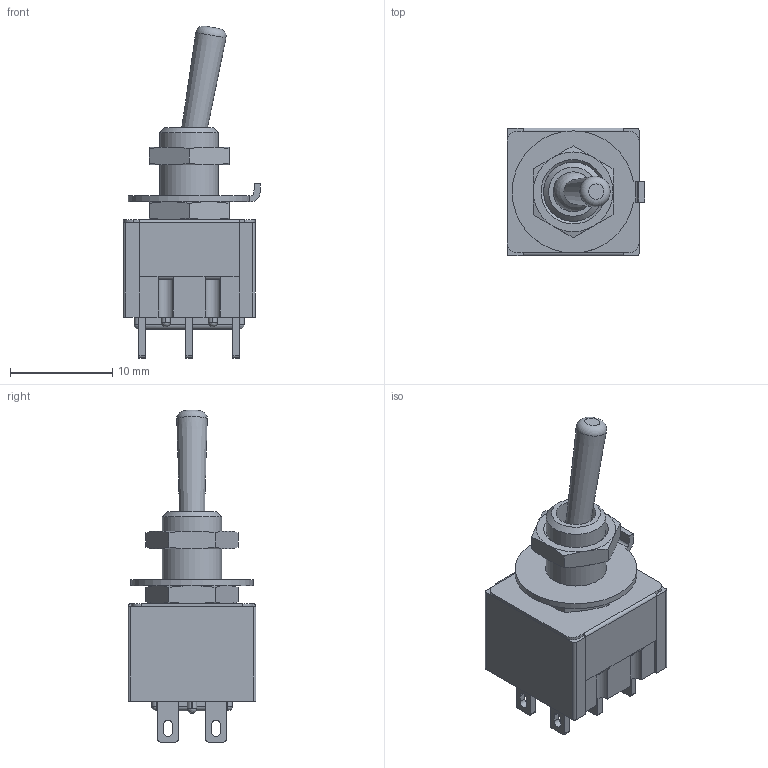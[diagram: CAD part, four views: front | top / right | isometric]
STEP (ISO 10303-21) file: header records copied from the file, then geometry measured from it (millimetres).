
FILE_DESCRIPTION(('FreeCAD Model'),'2;1');
FILE_NAME('Open CASCADE Shape Model','2023-05-09T09:38:01',(''),(''), 'Open CASCADE STEP processor 7.6','FreeCAD','Unknown');
FILE_SCHEMA(('AUTOMOTIVE_DESIGN { 1 0 10303 214 1 1 1 1 }'));
Length unit declared in the file: millimetre
Products named in the file (9): _mm_DPDT_Mini_Toggle_Switch1; Body; Body001; Body002; Body003; Body004; Body005; Array; Body006
Assembly tree (13 placements, depth 3):
  _mm_DPDT_Mini_Toggle_Switch1
    Body
    Body001
    Body002
    Body003
    Body004
    Body005
    Array
      Body006  x6
Bounding box: 13.45 x 12.5 x 32.49 mm (x, y, z)
Volume: 1961.8 mm3; surface area: 2374.2 mm2
Topology: 12 solids, 12 shells, 265 faces, 641 edges, 402 vertices
Faces by surface type: plane 156, cylinder 71, cone 30, revolution 6, sphere 1, torus 1
Full cylindrical faces by diameter (mm): 3.9 x1, 5.8 x2
Entity records: 13378 total; most frequent: CARTESIAN_POINT 3202, DIRECTION 1941, LINE 992, VECTOR 992, ORIENTED_EDGE 980, PCURVE 980, DEFINITIONAL_REPRESENTATION 980, EDGE_CURVE 490
